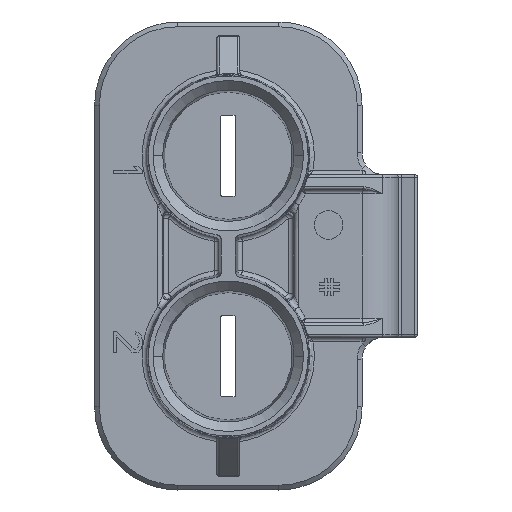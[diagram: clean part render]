
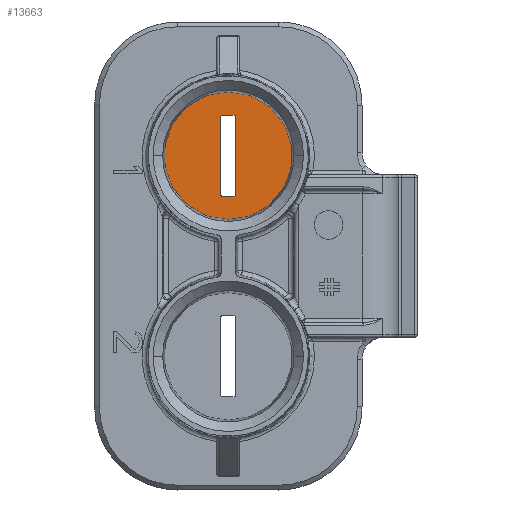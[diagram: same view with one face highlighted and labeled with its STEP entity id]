
A CAD part, front view. The second image highlights one B-rep face of the part: STEP entity #13663.
In plain terms, the highlighted planar face has unit normal (0, -1, 0).
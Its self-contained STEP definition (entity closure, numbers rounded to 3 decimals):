
#44=CARTESIAN_POINT('',(0.,-30.,10.5));
#45=DIRECTION('',(0.,1.,0.));
#46=DIRECTION('',(0.,0.,-1.));
#47=AXIS2_PLACEMENT_3D('',#44,#45,#46);
#53=CARTESIAN_POINT('',(0.,-30.,10.5));
#54=DIRECTION('',(0.,1.,0.));
#55=DIRECTION('',(0.,0.,1.));
#56=AXIS2_PLACEMENT_3D('',#53,#54,#55);
#62=DIRECTION('',(0.,0.,1.));
#63=VECTOR('',#62,8.1);
#64=CARTESIAN_POINT('',(-0.8,-30.,6.45));
#65=LINE('',#64,#63);
#66=CARTESIAN_POINT('',(-0.6,-30.,6.45));
#67=DIRECTION('',(0.,1.,0.));
#68=DIRECTION('',(0.,0.,-1.));
#69=AXIS2_PLACEMENT_3D('',#66,#67,#68);
#71=DIRECTION('',(-1.,0.,0.));
#72=VECTOR('',#71,1.2);
#73=CARTESIAN_POINT('',(0.6,-30.,6.25));
#74=LINE('',#73,#72);
#75=CARTESIAN_POINT('',(0.6,-30.,6.45));
#76=DIRECTION('',(0.,1.,0.));
#77=DIRECTION('',(1.,0.,0.));
#78=AXIS2_PLACEMENT_3D('',#75,#76,#77);
#80=DIRECTION('',(0.,0.,-1.));
#81=VECTOR('',#80,8.1);
#82=CARTESIAN_POINT('',(0.8,-30.,14.55));
#83=LINE('',#82,#81);
#84=CARTESIAN_POINT('',(0.6,-30.,14.55));
#85=DIRECTION('',(0.,1.,0.));
#86=DIRECTION('',(0.,0.,1.));
#87=AXIS2_PLACEMENT_3D('',#84,#85,#86);
#89=DIRECTION('',(1.,0.,0.));
#90=VECTOR('',#89,1.2);
#91=CARTESIAN_POINT('',(-0.6,-30.,14.75));
#92=LINE('',#91,#90);
#93=CARTESIAN_POINT('',(-0.6,-30.,14.55));
#94=DIRECTION('',(0.,1.,0.));
#95=DIRECTION('',(-1.,0.,0.));
#96=AXIS2_PLACEMENT_3D('',#93,#94,#95);
#12276=CARTESIAN_POINT('',(-0.8,-30.,6.45));
#12277=CARTESIAN_POINT('',(-0.8,-30.,14.55));
#12278=VERTEX_POINT('',#12276);
#12279=VERTEX_POINT('',#12277);
#12280=CARTESIAN_POINT('',(-0.6,-30.,14.75));
#12281=VERTEX_POINT('',#12280);
#12282=CARTESIAN_POINT('',(0.6,-30.,14.75));
#12283=VERTEX_POINT('',#12282);
#12284=CARTESIAN_POINT('',(0.8,-30.,14.55));
#12285=VERTEX_POINT('',#12284);
#12286=CARTESIAN_POINT('',(0.8,-30.,6.45));
#12287=VERTEX_POINT('',#12286);
#12288=CARTESIAN_POINT('',(0.6,-30.,6.25));
#12289=VERTEX_POINT('',#12288);
#12290=CARTESIAN_POINT('',(-0.6,-30.,6.25));
#12291=VERTEX_POINT('',#12290);
#13384=CARTESIAN_POINT('',(0.,-30.,3.806));
#13385=VERTEX_POINT('',#13384);
#13386=CARTESIAN_POINT('',(0.,-30.,17.194));
#13387=VERTEX_POINT('',#13386);
#13636=CARTESIAN_POINT('',(0.,-30.,10.5));
#13637=DIRECTION('',(0.,1.,0.));
#13638=DIRECTION('',(0.,0.,-1.));
#13639=AXIS2_PLACEMENT_3D('',#13636,#13637,#13638);
#13640=PLANE('',#13639);
#13641=ORIENTED_EDGE('',*,*,#13616,.T.);
#13642=ORIENTED_EDGE('',*,*,#13627,.T.);
#13643=EDGE_LOOP('',(#13641,#13642));
#13644=FACE_OUTER_BOUND('',#13643,.F.);
#13646=ORIENTED_EDGE('',*,*,#13645,.F.);
#13648=ORIENTED_EDGE('',*,*,#13647,.F.);
#13650=ORIENTED_EDGE('',*,*,#13649,.F.);
#13652=ORIENTED_EDGE('',*,*,#13651,.F.);
#13654=ORIENTED_EDGE('',*,*,#13653,.F.);
#13656=ORIENTED_EDGE('',*,*,#13655,.F.);
#13658=ORIENTED_EDGE('',*,*,#13657,.F.);
#13660=ORIENTED_EDGE('',*,*,#13659,.F.);
#13661=EDGE_LOOP('',(#13646,#13648,#13650,#13652,#13654,#13656,#13658,#13660));
#13662=FACE_BOUND('',#13661,.F.);
#13663=ADVANCED_FACE('',(#13644,#13662),#13640,.F.);
#48=CIRCLE('',#47,6.694);
#57=CIRCLE('',#56,6.694);
#70=CIRCLE('',#69,0.2);
#79=CIRCLE('',#78,0.2);
#88=CIRCLE('',#87,0.2);
#97=CIRCLE('',#96,0.2);
#13616=EDGE_CURVE('',#13385,#13387,#48,.T.);
#13627=EDGE_CURVE('',#13387,#13385,#57,.T.);
#13645=EDGE_CURVE('',#12278,#12279,#65,.T.);
#13647=EDGE_CURVE('',#12291,#12278,#70,.T.);
#13649=EDGE_CURVE('',#12289,#12291,#74,.T.);
#13651=EDGE_CURVE('',#12287,#12289,#79,.T.);
#13653=EDGE_CURVE('',#12285,#12287,#83,.T.);
#13655=EDGE_CURVE('',#12283,#12285,#88,.T.);
#13657=EDGE_CURVE('',#12281,#12283,#92,.T.);
#13659=EDGE_CURVE('',#12279,#12281,#97,.T.);
